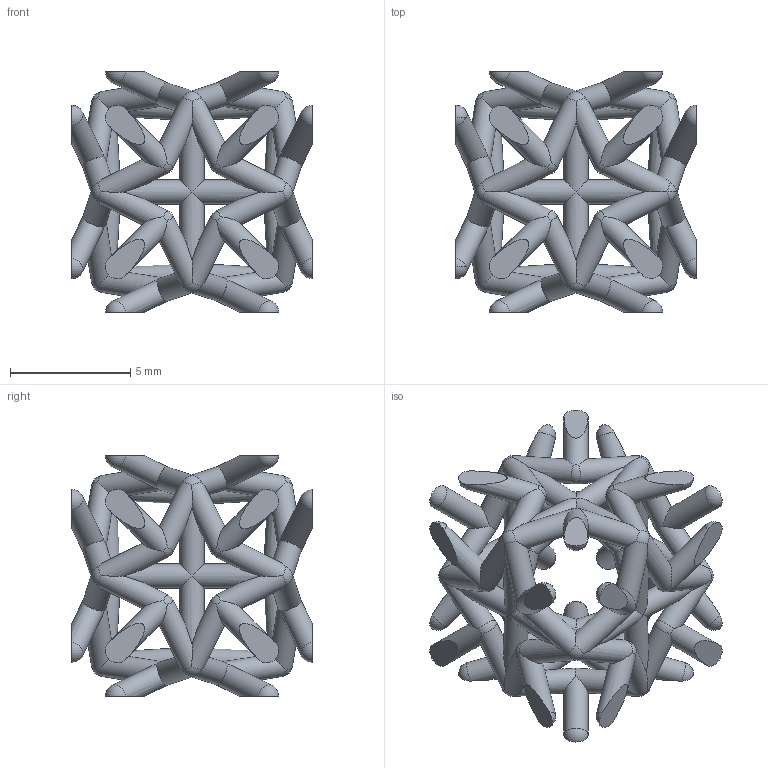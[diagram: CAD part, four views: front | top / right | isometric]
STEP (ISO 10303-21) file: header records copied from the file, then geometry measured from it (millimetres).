
FILE_DESCRIPTION(('Open CASCADE Model'),'2;1');
FILE_NAME('Open CASCADE Shape Model','2024-06-13T19:20:57',('Author'),( 'Open CASCADE'),'Open CASCADE STEP processor 7.7','Open CASCADE 7.7' ,'Unknown');
FILE_SCHEMA(('AUTOMOTIVE_DESIGN { 1 0 10303 214 1 1 1 1 }'));
Length unit declared in the file: millimetre
Products named in the file (1): Open CASCADE STEP translator 7.7 3
Bounding box: 10 x 10 x 10 mm (x, y, z)
Volume: 176.5 mm3; surface area: 643 mm2
Topology: 1 solids, 1 shells, 201 faces, 785 edges, 502 vertices
Faces by surface type: cylinder 96, sphere 81, plane 24
Full cylindrical faces by diameter (mm): 1 x96
Entity records: 26150 total; most frequent: CARTESIAN_POINT 12526, DIRECTION 2394, ORIENTED_EDGE 1526, PCURVE 1526, DEFINITIONAL_REPRESENTATION 1526, B_SPLINE_CURVE_WITH_KNOTS 958, AXIS2_PLACEMENT_3D 869, EDGE_CURVE 763
